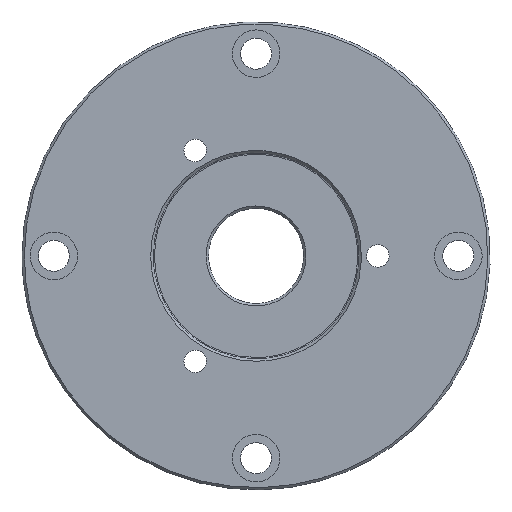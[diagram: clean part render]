
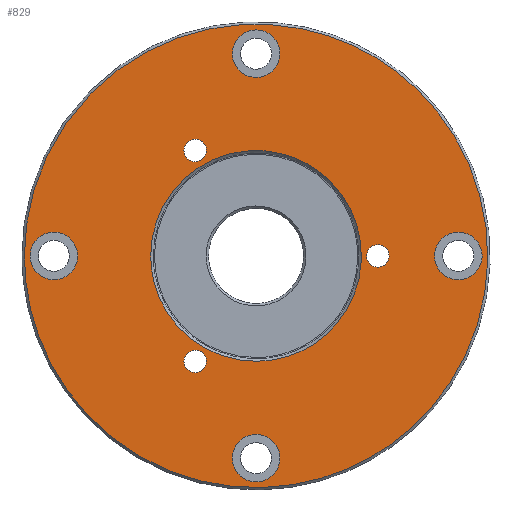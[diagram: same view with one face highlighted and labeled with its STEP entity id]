
A CAD part, front view. The second image highlights one B-rep face of the part: STEP entity #829.
In plain terms, the highlighted free-form (B-spline) face has degree [1, 1] with [2, 2] control points.
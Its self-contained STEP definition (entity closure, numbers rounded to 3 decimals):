
#247 = VERTEX_POINT('',#248);
#248 = CARTESIAN_POINT('',(-8.727,0.,
    74.215));
#266 = EDGE_CURVE('',#247,#247,#267,.T.);
#267 = ( BOUNDED_CURVE() B_SPLINE_CURVE(2,(#268,#269,#270,#271,#272,#273
,#274),.UNSPECIFIED.,.T.,.F.) B_SPLINE_CURVE_WITH_KNOTS((3,2,2,3),(
    3.142,5.236,7.33,9.425),
.PIECEWISE_BEZIER_KNOTS.) CURVE() GEOMETRIC_REPRESENTATION_ITEM() 
RATIONAL_B_SPLINE_CURVE((1.,0.5,1.,0.5,1.,0.5,1.)) REPRESENTATION_ITEM(
  '') );
#268 = CARTESIAN_POINT('',(-8.727,0.,
    74.215));
#269 = CARTESIAN_POINT('',(-8.727,0.,
    89.331));
#270 = CARTESIAN_POINT('',(4.364,0.,
    81.773));
#271 = CARTESIAN_POINT('',(17.454,0.,
    74.215));
#272 = CARTESIAN_POINT('',(4.364,0.,
    66.657));
#273 = CARTESIAN_POINT('',(-8.727,0.,
    59.099));
#274 = CARTESIAN_POINT('',(-8.727,0.,
    74.215));
#322 = VERTEX_POINT('',#323);
#323 = CARTESIAN_POINT('',(-82.942,0.,
    0.));
#341 = EDGE_CURVE('',#322,#322,#342,.T.);
#342 = ( BOUNDED_CURVE() B_SPLINE_CURVE(2,(#343,#344,#345,#346,#347,#348
,#349),.UNSPECIFIED.,.T.,.F.) B_SPLINE_CURVE_WITH_KNOTS((3,2,2,3),(
    3.142,5.236,7.33,9.425),
.PIECEWISE_BEZIER_KNOTS.) CURVE() GEOMETRIC_REPRESENTATION_ITEM() 
RATIONAL_B_SPLINE_CURVE((1.,0.5,1.,0.5,1.,0.5,1.)) REPRESENTATION_ITEM(
  '') );
#343 = CARTESIAN_POINT('',(-82.942,0.,
    0.));
#344 = CARTESIAN_POINT('',(-82.942,0.,
    15.116));
#345 = CARTESIAN_POINT('',(-69.851,0.,
    7.558));
#346 = CARTESIAN_POINT('',(-56.761,0.,
    0.));
#347 = CARTESIAN_POINT('',(-69.851,0.,
    -7.558));
#348 = CARTESIAN_POINT('',(-82.942,0.,
    -15.116));
#349 = CARTESIAN_POINT('',(-82.942,0.,
    0.));
#397 = VERTEX_POINT('',#398);
#398 = CARTESIAN_POINT('',(65.488,0.,
    0.));
#416 = EDGE_CURVE('',#397,#397,#417,.T.);
#417 = ( BOUNDED_CURVE() B_SPLINE_CURVE(2,(#418,#419,#420,#421,#422,#423
,#424),.UNSPECIFIED.,.T.,.F.) B_SPLINE_CURVE_WITH_KNOTS((3,2,2,3),(
    3.142,5.236,7.33,9.425),
.PIECEWISE_BEZIER_KNOTS.) CURVE() GEOMETRIC_REPRESENTATION_ITEM() 
RATIONAL_B_SPLINE_CURVE((1.,0.5,1.,0.5,1.,0.5,1.)) REPRESENTATION_ITEM(
  '') );
#418 = CARTESIAN_POINT('',(65.488,0.,
    0.));
#419 = CARTESIAN_POINT('',(65.488,0.,
    15.116));
#420 = CARTESIAN_POINT('',(78.579,0.,
    7.558));
#421 = CARTESIAN_POINT('',(91.669,0.,
    0.));
#422 = CARTESIAN_POINT('',(78.579,0.,
    -7.558));
#423 = CARTESIAN_POINT('',(65.488,0.,
    -15.116));
#424 = CARTESIAN_POINT('',(65.488,0.,
    0.));
#472 = VERTEX_POINT('',#473);
#473 = CARTESIAN_POINT('',(-8.727,0.,
    -74.215));
#491 = EDGE_CURVE('',#472,#472,#492,.T.);
#492 = ( BOUNDED_CURVE() B_SPLINE_CURVE(2,(#493,#494,#495,#496,#497,#498
,#499),.UNSPECIFIED.,.T.,.F.) B_SPLINE_CURVE_WITH_KNOTS((3,2,2,3),(
    3.142,5.236,7.33,9.425),
.PIECEWISE_BEZIER_KNOTS.) CURVE() GEOMETRIC_REPRESENTATION_ITEM() 
RATIONAL_B_SPLINE_CURVE((1.,0.5,1.,0.5,1.,0.5,1.)) REPRESENTATION_ITEM(
  '') );
#493 = CARTESIAN_POINT('',(-8.727,0.,
    -74.215));
#494 = CARTESIAN_POINT('',(-8.727,0.,
    -59.099));
#495 = CARTESIAN_POINT('',(4.364,0.,
    -66.657));
#496 = CARTESIAN_POINT('',(17.454,0.,
    -74.215));
#497 = CARTESIAN_POINT('',(4.364,0.,
    -81.773));
#498 = CARTESIAN_POINT('',(-8.727,0.,
    -89.331));
#499 = CARTESIAN_POINT('',(-8.727,0.,
    -74.215));
#588 = VERTEX_POINT('',#589);
#589 = CARTESIAN_POINT('',(-26.453,0.,
    -38.683));
#594 = EDGE_CURVE('',#588,#588,#595,.T.);
#595 = ( BOUNDED_CURVE() B_SPLINE_CURVE(2,(#596,#597,#598,#599,#600,#601
,#602),.UNSPECIFIED.,.T.,.F.) B_SPLINE_CURVE_WITH_KNOTS((3,2,2,3),(
    3.142,5.236,7.33,9.425),
.PIECEWISE_BEZIER_KNOTS.) CURVE() GEOMETRIC_REPRESENTATION_ITEM() 
RATIONAL_B_SPLINE_CURVE((1.,0.5,1.,0.5,1.,0.5,1.)) REPRESENTATION_ITEM(
  '') );
#596 = CARTESIAN_POINT('',(-26.453,0.,
    -38.683));
#597 = CARTESIAN_POINT('',(-26.453,0.,
    -31.548));
#598 = CARTESIAN_POINT('',(-20.274,0.,
    -35.115));
#599 = CARTESIAN_POINT('',(-14.095,0.,
    -38.683));
#600 = CARTESIAN_POINT('',(-20.274,0.,
    -42.25));
#601 = CARTESIAN_POINT('',(-26.453,0.,
    -45.817));
#602 = CARTESIAN_POINT('',(-26.453,0.,
    -38.683));
#711 = VERTEX_POINT('',#712);
#712 = CARTESIAN_POINT('',(-26.453,0.,
    38.683));
#717 = EDGE_CURVE('',#711,#711,#718,.T.);
#718 = ( BOUNDED_CURVE() B_SPLINE_CURVE(2,(#719,#720,#721,#722,#723,#724
,#725),.UNSPECIFIED.,.T.,.F.) B_SPLINE_CURVE_WITH_KNOTS((3,2,2,3),(
    3.142,5.236,7.33,9.425),
.PIECEWISE_BEZIER_KNOTS.) CURVE() GEOMETRIC_REPRESENTATION_ITEM() 
RATIONAL_B_SPLINE_CURVE((1.,0.5,1.,0.5,1.,0.5,1.)) REPRESENTATION_ITEM(
  '') );
#719 = CARTESIAN_POINT('',(-26.453,0.,
    38.683));
#720 = CARTESIAN_POINT('',(-26.453,0.,
    45.817));
#721 = CARTESIAN_POINT('',(-20.274,0.,
    42.25));
#722 = CARTESIAN_POINT('',(-14.095,0.,
    38.683));
#723 = CARTESIAN_POINT('',(-20.274,0.,
    35.115));
#724 = CARTESIAN_POINT('',(-26.453,0.,
    31.548));
#725 = CARTESIAN_POINT('',(-26.453,0.,
    38.683));
#752 = VERTEX_POINT('',#753);
#753 = CARTESIAN_POINT('',(40.548,0.,
    0.));
#758 = EDGE_CURVE('',#752,#752,#759,.T.);
#759 = ( BOUNDED_CURVE() B_SPLINE_CURVE(2,(#760,#761,#762,#763,#764,#765
,#766),.UNSPECIFIED.,.T.,.F.) B_SPLINE_CURVE_WITH_KNOTS((3,2,2,3),(
    3.142,5.236,7.33,9.425),
.PIECEWISE_BEZIER_KNOTS.) CURVE() GEOMETRIC_REPRESENTATION_ITEM() 
RATIONAL_B_SPLINE_CURVE((1.,0.5,1.,0.5,1.,0.5,1.)) REPRESENTATION_ITEM(
  '') );
#760 = CARTESIAN_POINT('',(40.548,0.,
    0.));
#761 = CARTESIAN_POINT('',(40.548,0.,
    7.135));
#762 = CARTESIAN_POINT('',(46.726,0.,
    3.567));
#763 = CARTESIAN_POINT('',(52.905,0.,
    0.));
#764 = CARTESIAN_POINT('',(46.726,0.,
    -3.567));
#765 = CARTESIAN_POINT('',(40.548,0.,
    -7.135));
#766 = CARTESIAN_POINT('',(40.548,0.,
    0.));
#829 = ADVANCED_FACE('',(#830,#844,#847,#850,#853,#856,#859,#862,#865),
  #879,.T.);
#830 = FACE_BOUND('',#831,.T.);
#831 = EDGE_LOOP('',(#832));
#832 = ORIENTED_EDGE('',*,*,#833,.F.);
#833 = EDGE_CURVE('',#834,#834,#836,.T.);
#834 = VERTEX_POINT('',#835);
#835 = CARTESIAN_POINT('',(-85.024,0.,
    0.));
#836 = ( BOUNDED_CURVE() B_SPLINE_CURVE(2,(#837,#838,#839,#840,#841,#842
,#843),.UNSPECIFIED.,.T.,.F.) B_SPLINE_CURVE_WITH_KNOTS((3,2,2,3),(
    3.142,5.236,7.33,9.425),
.PIECEWISE_BEZIER_KNOTS.) CURVE() GEOMETRIC_REPRESENTATION_ITEM() 
RATIONAL_B_SPLINE_CURVE((1.,0.5,1.,0.5,1.,0.5,1.)) REPRESENTATION_ITEM(
  '') );
#837 = CARTESIAN_POINT('',(-85.024,0.,
    0.));
#838 = CARTESIAN_POINT('',(-85.024,0.,
    147.266));
#839 = CARTESIAN_POINT('',(42.512,0.,
    73.633));
#840 = CARTESIAN_POINT('',(170.049,0.,
    0.));
#841 = CARTESIAN_POINT('',(42.512,0.,
    -73.633));
#842 = CARTESIAN_POINT('',(-85.024,0.,
    -147.266));
#843 = CARTESIAN_POINT('',(-85.024,0.,
    0.));
#844 = FACE_BOUND('',#845,.T.);
#845 = EDGE_LOOP('',(#846));
#846 = ORIENTED_EDGE('',*,*,#266,.T.);
#847 = FACE_BOUND('',#848,.T.);
#848 = EDGE_LOOP('',(#849));
#849 = ORIENTED_EDGE('',*,*,#341,.T.);
#850 = FACE_BOUND('',#851,.T.);
#851 = EDGE_LOOP('',(#852));
#852 = ORIENTED_EDGE('',*,*,#416,.T.);
#853 = FACE_BOUND('',#854,.T.);
#854 = EDGE_LOOP('',(#855));
#855 = ORIENTED_EDGE('',*,*,#491,.T.);
#856 = FACE_BOUND('',#857,.T.);
#857 = EDGE_LOOP('',(#858));
#858 = ORIENTED_EDGE('',*,*,#594,.T.);
#859 = FACE_BOUND('',#860,.T.);
#860 = EDGE_LOOP('',(#861));
#861 = ORIENTED_EDGE('',*,*,#717,.T.);
#862 = FACE_BOUND('',#863,.T.);
#863 = EDGE_LOOP('',(#864));
#864 = ORIENTED_EDGE('',*,*,#758,.T.);
#865 = FACE_BOUND('',#866,.T.);
#866 = EDGE_LOOP('',(#867));
#867 = ORIENTED_EDGE('',*,*,#868,.T.);
#868 = EDGE_CURVE('',#869,#869,#871,.T.);
#869 = VERTEX_POINT('',#870);
#870 = CARTESIAN_POINT('',(-38.668,0.,
    0.));
#871 = ( BOUNDED_CURVE() B_SPLINE_CURVE(2,(#872,#873,#874,#875,#876,#877
,#878),.UNSPECIFIED.,.T.,.F.) B_SPLINE_CURVE_WITH_KNOTS((3,2,2,3),(
    3.142,5.236,7.33,9.425),
.PIECEWISE_BEZIER_KNOTS.) CURVE() GEOMETRIC_REPRESENTATION_ITEM() 
RATIONAL_B_SPLINE_CURVE((1.,0.5,1.,0.5,1.,0.5,1.)) REPRESENTATION_ITEM(
  '') );
#872 = CARTESIAN_POINT('',(-38.668,0.,
    0.));
#873 = CARTESIAN_POINT('',(-38.668,0.,
    66.975));
#874 = CARTESIAN_POINT('',(19.334,0.,
    33.487));
#875 = CARTESIAN_POINT('',(77.336,0.,
    0.));
#876 = CARTESIAN_POINT('',(19.334,0.,
    -33.487));
#877 = CARTESIAN_POINT('',(-38.668,0.,
    -66.975));
#878 = CARTESIAN_POINT('',(-38.668,0.,
    0.));
#879 = B_SPLINE_SURFACE_WITH_KNOTS('',1,1,(
    (#880,#881)
    ,(#882,#883
    )),.UNSPECIFIED.,.F.,.F.,.F.,(2,2),(2,2),(-61.866,61.866),(
    -123.731,0.),.PIECEWISE_BEZIER_KNOTS.);
#880 = CARTESIAN_POINT('',(-85.024,0.,
    85.024));
#881 = CARTESIAN_POINT('',(85.024,0.,
    85.024));
#882 = CARTESIAN_POINT('',(-85.024,0.,
    -85.024));
#883 = CARTESIAN_POINT('',(85.024,0.,
    -85.024));
